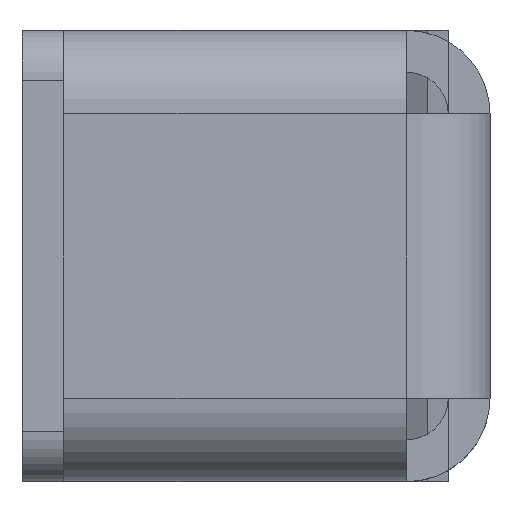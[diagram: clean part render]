
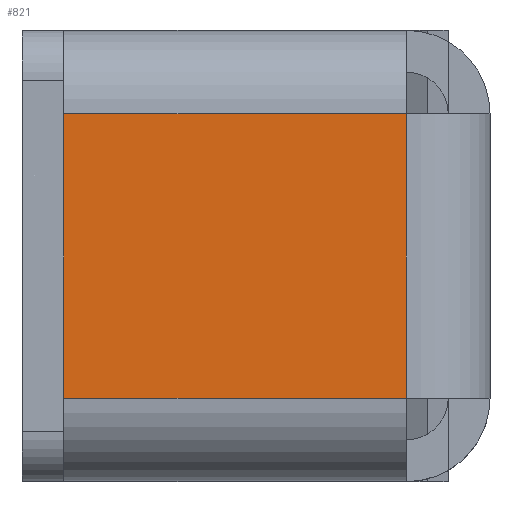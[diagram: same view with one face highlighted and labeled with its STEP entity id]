
A CAD part, left-side view. The second image highlights one B-rep face of the part: STEP entity #821.
In plain terms, the highlighted planar face has unit normal (-1, 0, 0).
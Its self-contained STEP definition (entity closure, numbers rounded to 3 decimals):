
#39=PLANE('',#916);
#80=FACE_OUTER_BOUND('',#132,.T.);
#132=EDGE_LOOP('',(#687,#688,#689,#690));
#188=LINE('',#1303,#270);
#206=LINE('',#1340,#288);
#218=LINE('',#1373,#300);
#222=LINE('',#1388,#304);
#270=VECTOR('',#1033,10.);
#288=VECTOR('',#1065,10.);
#300=VECTOR('',#1107,10.);
#304=VECTOR('',#1127,10.);
#391=VERTEX_POINT('',#1300);
#392=VERTEX_POINT('',#1302);
#404=VERTEX_POINT('',#1338);
#410=VERTEX_POINT('',#1372);
#465=EDGE_CURVE('',#392,#391,#188,.T.);
#485=EDGE_CURVE('',#391,#404,#206,.T.);
#503=EDGE_CURVE('',#410,#392,#218,.T.);
#512=EDGE_CURVE('',#404,#410,#222,.T.);
#687=ORIENTED_EDGE('',*,*,#465,.T.);
#688=ORIENTED_EDGE('',*,*,#485,.T.);
#689=ORIENTED_EDGE('',*,*,#512,.T.);
#690=ORIENTED_EDGE('',*,*,#503,.T.);
#821=ADVANCED_FACE('',(#80),#39,.F.);
#916=AXIS2_PLACEMENT_3D('',#1387,#1125,#1126);
#1033=DIRECTION('',(0.,0.,-1.));
#1065=DIRECTION('',(0.,-1.,0.));
#1107=DIRECTION('',(0.,1.,0.));
#1125=DIRECTION('center_axis',(1.,0.,0.));
#1126=DIRECTION('ref_axis',(0.,0.,1.));
#1127=DIRECTION('',(0.,0.,1.));
#1300=CARTESIAN_POINT('',(-20.,25.5,-8.5));
#1302=CARTESIAN_POINT('',(-20.,25.5,8.5));
#1303=CARTESIAN_POINT('',(-20.,25.5,-6.75));
#1338=CARTESIAN_POINT('',(-20.,5.,-8.5));
#1340=CARTESIAN_POINT('',(-20.,15.211,-8.5));
#1372=CARTESIAN_POINT('',(-20.,5.,8.5));
#1373=CARTESIAN_POINT('',(-20.,38.461,8.5));
#1387=CARTESIAN_POINT('Origin',(-20.,25.423,0.));
#1388=CARTESIAN_POINT('',(-20.,5.,0.));
